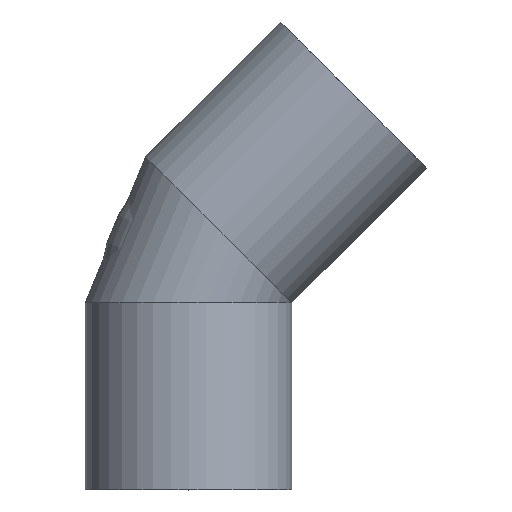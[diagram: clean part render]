
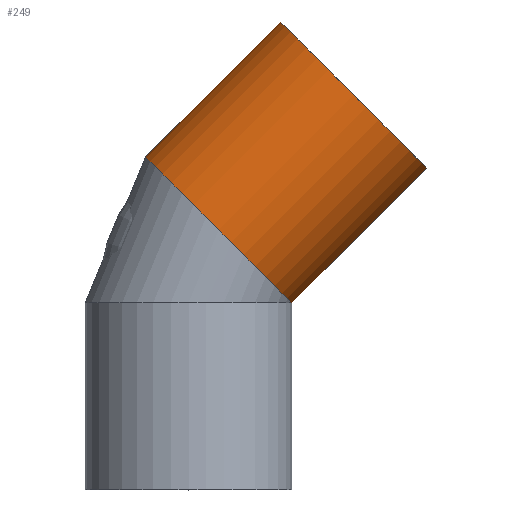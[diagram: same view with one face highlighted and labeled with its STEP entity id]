
A CAD part, top view. The second image highlights one B-rep face of the part: STEP entity #249.
In plain terms, the highlighted cylindrical face has radius 62.5 mm (diameter 125 mm), a partial arc.
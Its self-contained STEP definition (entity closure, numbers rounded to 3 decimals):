
#2 = DIRECTION ( 'NONE',  ( -0.707, 0.707, 0. ) ) ;
#27 = ORIENTED_EDGE ( 'NONE', *, *, #56, .T. ) ;
#28 = CARTESIAN_POINT ( 'NONE',  ( -25.888, 201.5, 0. ) ) ;
#29 = ORIENTED_EDGE ( 'NONE', *, *, #74, .T. ) ;
#33 = VECTOR ( 'NONE', #391, 1000. ) ;
#36 = ORIENTED_EDGE ( 'NONE', *, *, #165, .F. ) ;
#38 = ORIENTED_EDGE ( 'NONE', *, *, #67, .F. ) ;
#41 = CYLINDRICAL_SURFACE ( 'NONE', #295, 62.5 ) ;
#56 = EDGE_CURVE ( 'NONE', #61, #359, #129, .T. ) ;
#61 = VERTEX_POINT ( 'NONE', #28 ) ;
#67 = EDGE_CURVE ( 'NONE', #61, #221, #151, .T. ) ;
#71 = CARTESIAN_POINT ( 'NONE',  ( 18.306, 157.306, 0. ) ) ;
#74 = EDGE_CURVE ( 'NONE', #359, #211, #113, .T. ) ;
#80 = DIRECTION ( 'NONE',  ( 0.707, 0.707, 0. ) ) ;
#113 = LINE ( 'NONE', #260, #301 ) ;
#129 = CIRCLE ( 'NONE', #193, 62.5 ) ;
#131 = CARTESIAN_POINT ( 'NONE',  ( 62.5, 113.112, 0. ) ) ;
#151 = LINE ( 'NONE', #289, #33 ) ;
#165 = EDGE_CURVE ( 'NONE', #221, #211, #207, .T. ) ;
#193 = AXIS2_PLACEMENT_3D ( 'NONE', #71, #228, #337 ) ;
#200 = CARTESIAN_POINT ( 'NONE',  ( 18.306, 157.306, 0. ) ) ;
#207 = CIRCLE ( 'NONE', #416, 62.5 ) ;
#211 = VERTEX_POINT ( 'NONE', #370 ) ;
#221 = VERTEX_POINT ( 'NONE', #427 ) ;
#228 = DIRECTION ( 'NONE',  ( 0.707, 0.707, 0. ) ) ;
#236 = DIRECTION ( 'NONE',  ( 0., 0., 1. ) ) ;
#249 = ADVANCED_FACE ( 'NONE', ( #346 ), #41, .T. ) ;
#260 = CARTESIAN_POINT ( 'NONE',  ( 62.5, 113.112, 0. ) ) ;
#289 = CARTESIAN_POINT ( 'NONE',  ( -25.888, 201.5, 0. ) ) ;
#295 = AXIS2_PLACEMENT_3D ( 'NONE', #200, #323, #2 ) ;
#301 = VECTOR ( 'NONE', #364, 1000. ) ;
#323 = DIRECTION ( 'NONE',  ( 0.707, 0.707, 0. ) ) ;
#337 = DIRECTION ( 'NONE',  ( 0., 0., 1. ) ) ;
#346 = FACE_OUTER_BOUND ( 'NONE', #396, .T. ) ;
#359 = VERTEX_POINT ( 'NONE', #131 ) ;
#364 = DIRECTION ( 'NONE',  ( 0.707, 0.707, 0. ) ) ;
#366 = CARTESIAN_POINT ( 'NONE',  ( 100., 239., 0. ) ) ;
#370 = CARTESIAN_POINT ( 'NONE',  ( 144.194, 194.806, 0. ) ) ;
#391 = DIRECTION ( 'NONE',  ( 0.707, 0.707, 0. ) ) ;
#396 = EDGE_LOOP ( 'NONE', ( #27, #29, #36, #38 ) ) ;
#416 = AXIS2_PLACEMENT_3D ( 'NONE', #366, #80, #236 ) ;
#427 = CARTESIAN_POINT ( 'NONE',  ( 55.806, 283.194, 0. ) ) ;
